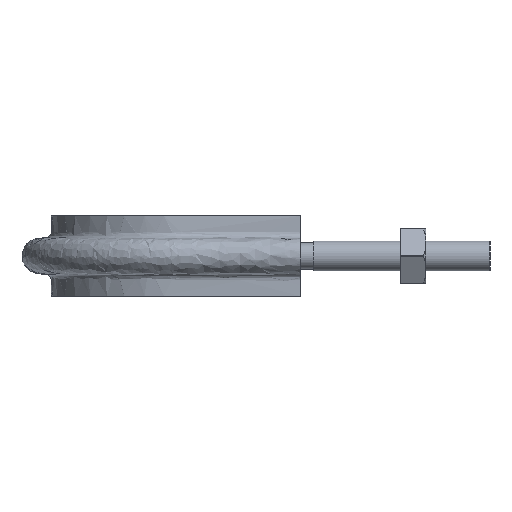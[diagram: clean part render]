
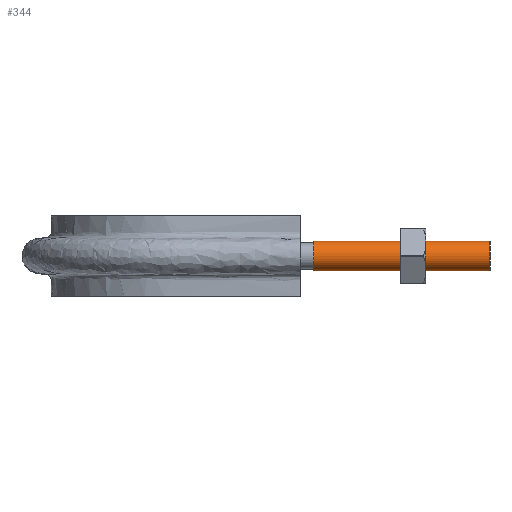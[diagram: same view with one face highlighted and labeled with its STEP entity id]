
A CAD part, left-side view. The second image highlights one B-rep face of the part: STEP entity #344.
In plain terms, the highlighted cylindrical face has radius 4.6 mm (diameter 9.2 mm), a full revolution.
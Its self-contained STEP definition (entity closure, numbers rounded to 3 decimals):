
#344 = ADVANCED_FACE( '', ( #459, #460 ), #461, .T. );
#459 = FACE_OUTER_BOUND( '', #1458, .T. );
#460 = FACE_OUTER_BOUND( '', #1459, .T. );
#461 = CYLINDRICAL_SURFACE( '', #1460, 4.6 );
#1458 = EDGE_LOOP( '', ( #1752 ) );
#1459 = EDGE_LOOP( '', ( #1753 ) );
#1460 = AXIS2_PLACEMENT_3D( '', #1754, #1755, #1756 );
#1752 = ORIENTED_EDGE( '', *, *, #2157, .T. );
#1753 = ORIENTED_EDGE( '', *, *, #2158, .F. );
#1754 = CARTESIAN_POINT( '', ( -44., 55., 0. ) );
#1755 = DIRECTION( '', ( 0., 1., 0. ) );
#1756 = DIRECTION( '', ( 1., 0., 0. ) );
#2157 = EDGE_CURVE( '', #2337, #2337, #2338, .T. );
#2158 = EDGE_CURVE( '', #2339, #2339, #2340, .T. );
#2337 = VERTEX_POINT( '', #2846 );
#2338 = CIRCLE( '', #2847, 4.6 );
#2339 = VERTEX_POINT( '', #2848 );
#2340 = CIRCLE( '', #2849, 4.6 );
#2846 = CARTESIAN_POINT( '', ( -39.4, 55., 0. ) );
#2847 = AXIS2_PLACEMENT_3D( '', #3254, #3255, #3256 );
#2848 = CARTESIAN_POINT( '', ( -39.4, 0., 0. ) );
#2849 = AXIS2_PLACEMENT_3D( '', #3257, #3258, #3259 );
#3254 = CARTESIAN_POINT( '', ( -44., 55., 0. ) );
#3255 = DIRECTION( '', ( 0., -1., 0. ) );
#3256 = DIRECTION( '', ( 1., 0., 0. ) );
#3257 = CARTESIAN_POINT( '', ( -44., 0., 0. ) );
#3258 = DIRECTION( '', ( 0., -1., 0. ) );
#3259 = DIRECTION( '', ( 1., 0., 0. ) );
